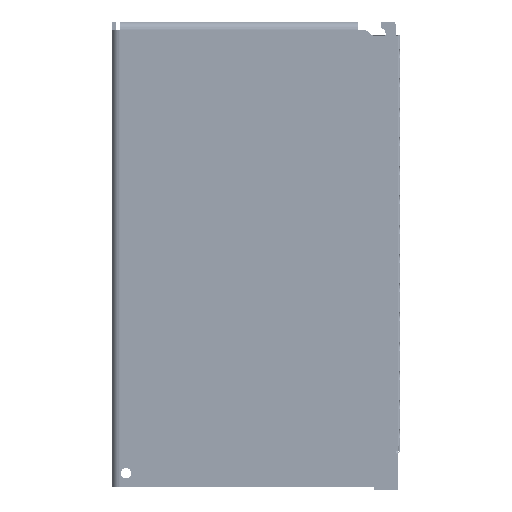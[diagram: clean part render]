
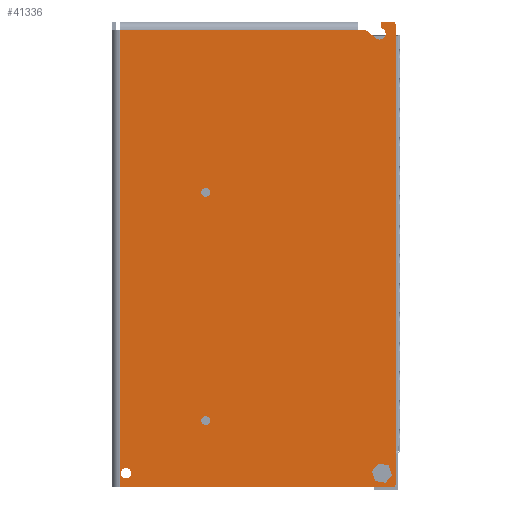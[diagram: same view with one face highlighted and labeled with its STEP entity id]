
A CAD part, left-side view. The second image highlights one B-rep face of the part: STEP entity #41336.
In plain terms, the highlighted planar face has unit normal (-1, 0, 0).
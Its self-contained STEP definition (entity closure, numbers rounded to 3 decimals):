
#401=FACE_BOUND('',#4790,.T.);
#402=FACE_BOUND('',#4791,.T.);
#403=FACE_BOUND('',#4792,.T.);
#404=FACE_BOUND('',#4793,.T.);
#1799=PLANE('',#43476);
#2736=FACE_OUTER_BOUND('',#4789,.T.);
#4789=EDGE_LOOP('',(#27339,#27340,#27341,#27342,#27343,#27344,#27345,#27346,
#27347,#27348,#27349,#27350));
#4790=EDGE_LOOP('',(#27351,#27352,#27353,#27354,#27355,#27356));
#4791=EDGE_LOOP('',(#27357,#27358));
#4792=EDGE_LOOP('',(#27359,#27360));
#4793=EDGE_LOOP('',(#27361,#27362));
#8279=LINE('',#60521,#11607);
#8280=LINE('',#60525,#11608);
#8281=LINE('',#60527,#11609);
#8282=LINE('',#60531,#11610);
#8283=LINE('',#60533,#11611);
#8284=LINE('',#60537,#11612);
#8285=LINE('',#60539,#11613);
#8286=LINE('',#60540,#11614);
#8287=LINE('',#60543,#11615);
#8288=LINE('',#60545,#11616);
#8289=LINE('',#60547,#11617);
#8290=LINE('',#60549,#11618);
#8291=LINE('',#60551,#11619);
#8292=LINE('',#60552,#11620);
#11607=VECTOR('',#48086,10.);
#11608=VECTOR('',#48089,10.);
#11609=VECTOR('',#48090,10.);
#11610=VECTOR('',#48093,10.);
#11611=VECTOR('',#48094,10.);
#11612=VECTOR('',#48097,10.);
#11613=VECTOR('',#48098,10.);
#11614=VECTOR('',#48099,10.);
#11615=VECTOR('',#48100,10.);
#11616=VECTOR('',#48101,10.);
#11617=VECTOR('',#48102,10.);
#11618=VECTOR('',#48103,10.);
#11619=VECTOR('',#48104,10.);
#11620=VECTOR('',#48105,10.);
#14868=CIRCLE('',#43475,1.);
#14869=CIRCLE('',#43477,1.);
#14870=CIRCLE('',#43478,2.);
#14871=CIRCLE('',#43479,2.8);
#14872=CIRCLE('',#43480,1.75);
#14873=CIRCLE('',#43481,1.75);
#14874=CIRCLE('',#43482,1.5);
#14875=CIRCLE('',#43483,1.5);
#14876=CIRCLE('',#43484,1.5);
#14877=CIRCLE('',#43485,1.5);
#17403=VERTEX_POINT('',#60514);
#17404=VERTEX_POINT('',#60516);
#17405=VERTEX_POINT('',#60520);
#17406=VERTEX_POINT('',#60522);
#17407=VERTEX_POINT('',#60524);
#17408=VERTEX_POINT('',#60526);
#17409=VERTEX_POINT('',#60528);
#17410=VERTEX_POINT('',#60530);
#17411=VERTEX_POINT('',#60532);
#17412=VERTEX_POINT('',#60534);
#17413=VERTEX_POINT('',#60536);
#17414=VERTEX_POINT('',#60538);
#17415=VERTEX_POINT('',#60541);
#17416=VERTEX_POINT('',#60542);
#17417=VERTEX_POINT('',#60544);
#17418=VERTEX_POINT('',#60546);
#17419=VERTEX_POINT('',#60548);
#17420=VERTEX_POINT('',#60550);
#17421=VERTEX_POINT('',#60553);
#17422=VERTEX_POINT('',#60554);
#17423=VERTEX_POINT('',#60557);
#17424=VERTEX_POINT('',#60558);
#17425=VERTEX_POINT('',#60561);
#17426=VERTEX_POINT('',#60562);
#21289=EDGE_CURVE('',#17403,#17404,#14868,.T.);
#21291=EDGE_CURVE('',#17405,#17403,#8279,.T.);
#21292=EDGE_CURVE('',#17406,#17405,#14869,.T.);
#21293=EDGE_CURVE('',#17407,#17406,#8280,.T.);
#21294=EDGE_CURVE('',#17408,#17407,#8281,.T.);
#21295=EDGE_CURVE('',#17408,#17409,#14870,.T.);
#21296=EDGE_CURVE('',#17409,#17410,#8282,.T.);
#21297=EDGE_CURVE('',#17411,#17410,#8283,.T.);
#21298=EDGE_CURVE('',#17412,#17411,#14871,.T.);
#21299=EDGE_CURVE('',#17412,#17413,#8284,.T.);
#21300=EDGE_CURVE('',#17413,#17414,#8285,.T.);
#21301=EDGE_CURVE('',#17404,#17414,#8286,.T.);
#21302=EDGE_CURVE('',#17415,#17416,#8287,.T.);
#21303=EDGE_CURVE('',#17416,#17417,#8288,.T.);
#21304=EDGE_CURVE('',#17417,#17418,#8289,.T.);
#21305=EDGE_CURVE('',#17418,#17419,#8290,.T.);
#21306=EDGE_CURVE('',#17419,#17420,#8291,.T.);
#21307=EDGE_CURVE('',#17420,#17415,#8292,.T.);
#21308=EDGE_CURVE('',#17421,#17422,#14872,.T.);
#21309=EDGE_CURVE('',#17422,#17421,#14873,.T.);
#21310=EDGE_CURVE('',#17423,#17424,#14874,.T.);
#21311=EDGE_CURVE('',#17424,#17423,#14875,.T.);
#21312=EDGE_CURVE('',#17425,#17426,#14876,.T.);
#21313=EDGE_CURVE('',#17426,#17425,#14877,.T.);
#27339=ORIENTED_EDGE('',*,*,#21289,.F.);
#27340=ORIENTED_EDGE('',*,*,#21291,.F.);
#27341=ORIENTED_EDGE('',*,*,#21292,.F.);
#27342=ORIENTED_EDGE('',*,*,#21293,.F.);
#27343=ORIENTED_EDGE('',*,*,#21294,.F.);
#27344=ORIENTED_EDGE('',*,*,#21295,.T.);
#27345=ORIENTED_EDGE('',*,*,#21296,.T.);
#27346=ORIENTED_EDGE('',*,*,#21297,.F.);
#27347=ORIENTED_EDGE('',*,*,#21298,.F.);
#27348=ORIENTED_EDGE('',*,*,#21299,.T.);
#27349=ORIENTED_EDGE('',*,*,#21300,.T.);
#27350=ORIENTED_EDGE('',*,*,#21301,.F.);
#27351=ORIENTED_EDGE('',*,*,#21302,.T.);
#27352=ORIENTED_EDGE('',*,*,#21303,.T.);
#27353=ORIENTED_EDGE('',*,*,#21304,.T.);
#27354=ORIENTED_EDGE('',*,*,#21305,.T.);
#27355=ORIENTED_EDGE('',*,*,#21306,.T.);
#27356=ORIENTED_EDGE('',*,*,#21307,.T.);
#27357=ORIENTED_EDGE('',*,*,#21308,.T.);
#27358=ORIENTED_EDGE('',*,*,#21309,.T.);
#27359=ORIENTED_EDGE('',*,*,#21310,.T.);
#27360=ORIENTED_EDGE('',*,*,#21311,.T.);
#27361=ORIENTED_EDGE('',*,*,#21312,.T.);
#27362=ORIENTED_EDGE('',*,*,#21313,.T.);
#41336=ADVANCED_FACE('',(#2736,#401,#402,#403,#404),#1799,.F.);
#43475=AXIS2_PLACEMENT_3D('',#60517,#48081,#48082);
#43476=AXIS2_PLACEMENT_3D('',#60519,#48084,#48085);
#43477=AXIS2_PLACEMENT_3D('',#60523,#48087,#48088);
#43478=AXIS2_PLACEMENT_3D('',#60529,#48091,#48092);
#43479=AXIS2_PLACEMENT_3D('',#60535,#48095,#48096);
#43480=AXIS2_PLACEMENT_3D('',#60555,#48106,#48107);
#43481=AXIS2_PLACEMENT_3D('',#60556,#48108,#48109);
#43482=AXIS2_PLACEMENT_3D('',#60559,#48110,#48111);
#43483=AXIS2_PLACEMENT_3D('',#60560,#48112,#48113);
#43484=AXIS2_PLACEMENT_3D('',#60563,#48114,#48115);
#43485=AXIS2_PLACEMENT_3D('',#60564,#48116,#48117);
#48081=DIRECTION('center_axis',(1.,0.,0.));
#48082=DIRECTION('ref_axis',(0.,-0.707,-0.707));
#48084=DIRECTION('center_axis',(1.,0.,0.));
#48085=DIRECTION('ref_axis',(0.,0.,-1.));
#48086=DIRECTION('',(0.,0.,-1.));
#48087=DIRECTION('center_axis',(1.,0.,0.));
#48088=DIRECTION('ref_axis',(0.,-0.707,0.707));
#48089=DIRECTION('',(0.,-1.,0.));
#48090=DIRECTION('',(0.,0.,1.));
#48091=DIRECTION('center_axis',(1.,0.,0.));
#48092=DIRECTION('ref_axis',(0.,0.049,0.999));
#48093=DIRECTION('',(0.,0.784,0.621));
#48094=DIRECTION('',(0.,-1.,0.));
#48095=DIRECTION('center_axis',(0.,1.,0.));
#48096=DIRECTION('ref_axis',(-1.,0.,0.));
#48097=DIRECTION('',(0.,1.,0.));
#48098=DIRECTION('',(0.,0.,-1.));
#48099=DIRECTION('',(0.,1.,0.));
#48100=DIRECTION('',(0.,0.344,0.939));
#48101=DIRECTION('',(0.,-0.641,0.767));
#48102=DIRECTION('',(0.,-0.985,-0.172));
#48103=DIRECTION('',(0.,-0.344,-0.939));
#48104=DIRECTION('',(0.,0.641,-0.767));
#48105=DIRECTION('',(0.,0.985,0.172));
#48106=DIRECTION('center_axis',(1.,0.,0.));
#48107=DIRECTION('ref_axis',(0.,0.,1.));
#48108=DIRECTION('center_axis',(1.,0.,0.));
#48109=DIRECTION('ref_axis',(0.,0.,1.));
#48110=DIRECTION('center_axis',(1.,0.,0.));
#48111=DIRECTION('ref_axis',(0.,0.,1.));
#48112=DIRECTION('center_axis',(1.,0.,0.));
#48113=DIRECTION('ref_axis',(0.,0.,1.));
#48114=DIRECTION('center_axis',(1.,0.,0.));
#48115=DIRECTION('ref_axis',(0.,0.,1.));
#48116=DIRECTION('center_axis',(1.,0.,0.));
#48117=DIRECTION('ref_axis',(0.,0.,1.));
#60514=CARTESIAN_POINT('',(0.,0.,1.));
#60516=CARTESIAN_POINT('',(0.,1.,0.));
#60517=CARTESIAN_POINT('Origin',(0.,1.,1.));
#60519=CARTESIAN_POINT('Origin',(0.,48.5,79.5));
#60520=CARTESIAN_POINT('',(0.,0.,158.));
#60521=CARTESIAN_POINT('',(0.,0.,159.));
#60522=CARTESIAN_POINT('',(0.,1.,159.));
#60523=CARTESIAN_POINT('Origin',(0.,1.,158.));
#60524=CARTESIAN_POINT('',(0.,5.,159.));
#60525=CARTESIAN_POINT('',(0.,94.2,159.));
#60526=CARTESIAN_POINT('',(0.,5.,156.936));
#60527=CARTESIAN_POINT('',(0.,5.,156.25));
#60528=CARTESIAN_POINT('',(0.,6.514,153.276));
#60529=CARTESIAN_POINT('Origin',(0.,5.5,155.));
#60530=CARTESIAN_POINT('',(0.,10.272,156.25));
#60531=CARTESIAN_POINT('',(0.,3.741,151.082));
#60532=CARTESIAN_POINT('',(0.,13.,156.25));
#60533=CARTESIAN_POINT('',(0.,13.,156.25));
#60534=CARTESIAN_POINT('',(0.,13.,156.2));
#60535=CARTESIAN_POINT('Origin',(2.8,13.,156.2));
#60536=CARTESIAN_POINT('',(0.,94.2,156.2));
#60537=CARTESIAN_POINT('',(0.,24.25,156.2));
#60538=CARTESIAN_POINT('',(0.,94.2,0.));
#60539=CARTESIAN_POINT('',(0.,94.2,119.25));
#60540=CARTESIAN_POINT('',(0.,0.,0.));
#60541=CARTESIAN_POINT('',(0.,6.994,2.064));
#60542=CARTESIAN_POINT('',(0.,8.198,5.35));
#60543=CARTESIAN_POINT('',(0.,22.559,44.546));
#60544=CARTESIAN_POINT('',(0.,5.954,8.036));
#60545=CARTESIAN_POINT('',(0.,-2.882,18.613));
#60546=CARTESIAN_POINT('',(0.,2.506,7.436));
#60547=CARTESIAN_POINT('',(0.,30.916,12.383));
#60548=CARTESIAN_POINT('',(0.,1.302,4.15));
#60549=CARTESIAN_POINT('',(0.,16.265,44.989));
#60550=CARTESIAN_POINT('',(0.,3.546,1.464));
#60551=CARTESIAN_POINT('',(0.,-6.413,13.383));
#60552=CARTESIAN_POINT('',(0.,33.68,6.711));
#60553=CARTESIAN_POINT('',(0.,92.25,6.5));
#60554=CARTESIAN_POINT('',(0.,92.25,3.));
#60555=CARTESIAN_POINT('Origin',(0.,92.25,4.75));
#60556=CARTESIAN_POINT('Origin',(0.,92.25,4.75));
#60557=CARTESIAN_POINT('',(0.,65.,24.25));
#60558=CARTESIAN_POINT('',(0.,65.,21.25));
#60559=CARTESIAN_POINT('Origin',(0.,65.,22.75));
#60560=CARTESIAN_POINT('Origin',(0.,65.,22.75));
#60561=CARTESIAN_POINT('',(0.,65.,102.25));
#60562=CARTESIAN_POINT('',(0.,65.,99.25));
#60563=CARTESIAN_POINT('Origin',(0.,65.,100.75));
#60564=CARTESIAN_POINT('Origin',(0.,65.,100.75));
